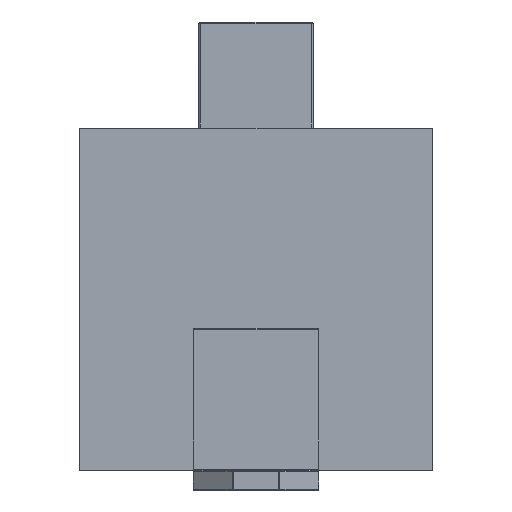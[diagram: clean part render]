
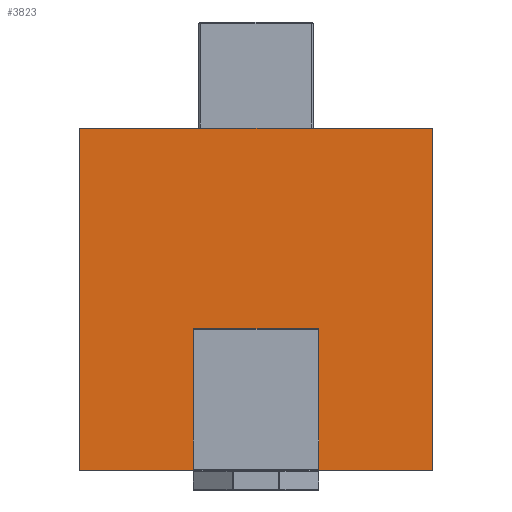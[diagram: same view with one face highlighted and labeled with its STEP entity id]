
A CAD part, left-side view. The second image highlights one B-rep face of the part: STEP entity #3823.
In plain terms, the highlighted face is planar.
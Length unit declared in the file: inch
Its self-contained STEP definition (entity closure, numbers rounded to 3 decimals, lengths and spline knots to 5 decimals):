
#237 = CARTESIAN_POINT ( 'NONE',  ( 0.18819, 0.17913, 0.14764 ) ) ;
#1730 = LINE ( 'NONE', #237, #17056 ) ;
#1789 = DIRECTION ( 'NONE',  ( 0., 1., 0. ) ) ;
#2279 = ORIENTED_EDGE ( 'NONE', *, *, #14367, .F. ) ;
#2989 = VERTEX_POINT ( 'NONE', #11698 ) ;
#3823 = ADVANCED_FACE ( 'NONE', ( #18663 ), #10102, .F. ) ;
#4219 = VECTOR ( 'NONE', #12295, 39.37008 ) ;
#5395 = EDGE_CURVE ( 'NONE', #8604, #12762, #7668, .T. ) ;
#6159 = VECTOR ( 'NONE', #17989, 39.37008 ) ;
#6287 = VERTEX_POINT ( 'NONE', #16057 ) ;
#7632 = CARTESIAN_POINT ( 'NONE',  ( 0.01181, 0.17913, 0.14764 ) ) ;
#7668 = LINE ( 'NONE', #13432, #9509 ) ;
#8153 = LINE ( 'NONE', #18264, #4219 ) ;
#8604 = VERTEX_POINT ( 'NONE', #10895 ) ;
#8666 = DIRECTION ( 'NONE',  ( 0., 0., -1. ) ) ;
#9509 = VECTOR ( 'NONE', #17788, 39.37008 ) ;
#10102 = PLANE ( 'NONE',  #18153 ) ;
#10895 = CARTESIAN_POINT ( 'NONE',  ( 0.01181, 0.1811, 0.14764 ) ) ;
#11698 = CARTESIAN_POINT ( 'NONE',  ( 0.18819, 0.00984, 0.14764 ) ) ;
#12295 = DIRECTION ( 'NONE',  ( -1., 0., 0. ) ) ;
#12762 = VERTEX_POINT ( 'NONE', #18453 ) ;
#13432 = CARTESIAN_POINT ( 'NONE',  ( 0.01181, 0.1811, 0.14764 ) ) ;
#14037 = LINE ( 'NONE', #7632, #6159 ) ;
#14367 = EDGE_CURVE ( 'NONE', #2989, #6287, #8153, .T. ) ;
#16057 = CARTESIAN_POINT ( 'NONE',  ( 0.01181, 0.00984, 0.14764 ) ) ;
#16421 = ORIENTED_EDGE ( 'NONE', *, *, #18842, .T. ) ;
#17056 = VECTOR ( 'NONE', #1789, 39.37008 ) ;
#17095 = EDGE_LOOP ( 'NONE', ( #18206, #2279, #16421, #17572 ) ) ;
#17564 = CARTESIAN_POINT ( 'NONE',  ( 0.01181, 0.17913, 0.14764 ) ) ;
#17572 = ORIENTED_EDGE ( 'NONE', *, *, #5395, .F. ) ;
#17788 = DIRECTION ( 'NONE',  ( 1., 0., 0. ) ) ;
#17989 = DIRECTION ( 'NONE',  ( 0., -1., 0. ) ) ;
#18153 = AXIS2_PLACEMENT_3D ( 'NONE', #17564, #8666, #19034 ) ;
#18206 = ORIENTED_EDGE ( 'NONE', *, *, #18785, .T. ) ;
#18264 = CARTESIAN_POINT ( 'NONE',  ( 0.1, 0.00984, 0.14764 ) ) ;
#18453 = CARTESIAN_POINT ( 'NONE',  ( 0.18819, 0.1811, 0.14764 ) ) ;
#18663 = FACE_OUTER_BOUND ( 'NONE', #17095, .T. ) ;
#18785 = EDGE_CURVE ( 'NONE', #8604, #6287, #14037, .T. ) ;
#18842 = EDGE_CURVE ( 'NONE', #2989, #12762, #1730, .T. ) ;
#19034 = DIRECTION ( 'NONE',  ( -1., 0., 0. ) ) ;
